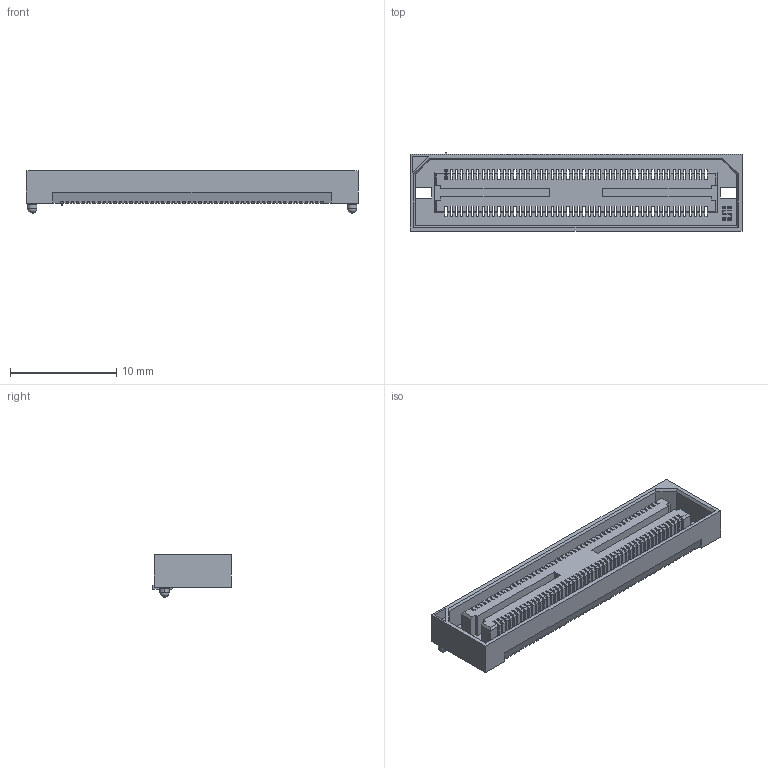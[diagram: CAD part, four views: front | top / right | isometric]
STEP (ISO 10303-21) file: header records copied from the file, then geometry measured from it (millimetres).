
FILE_DESCRIPTION(('FreeCAD Model'),'2;1');
FILE_NAME('CONN2412_1.stp', '2016-07-19T08:30:42',('FreeCAD'),('FreeCAD'), 'Open CASCADE STEP processor 6.3','FreeCAD','Unknown');
FILE_SCHEMA(('AUTOMOTIVE_DESIGN_CC2 { 1 2 10303 214 -1 1 5 4 }'));
Products named in the file (1): Fusion
Bounding box: 31.27 x 7.37 x 4 mm (x, y, z)
Volume: 360.6 mm3; surface area: 1741.7 mm2
Topology: 1 solids, 1 shells, 1778 faces, 5725 edges, 3748 vertices
Faces by surface type: plane 1756, cylinder 14, torus 4, bspline 2, sphere 2
Entity records: 137996 total; most frequent: CARTESIAN_POINT 24718, DIRECTION 20624, LINE 16971, VECTOR 16971, ORIENTED_EDGE 11446, PCURVE 11446, DEFINITIONAL_REPRESENTATION 11446, EDGE_CURVE 5723
